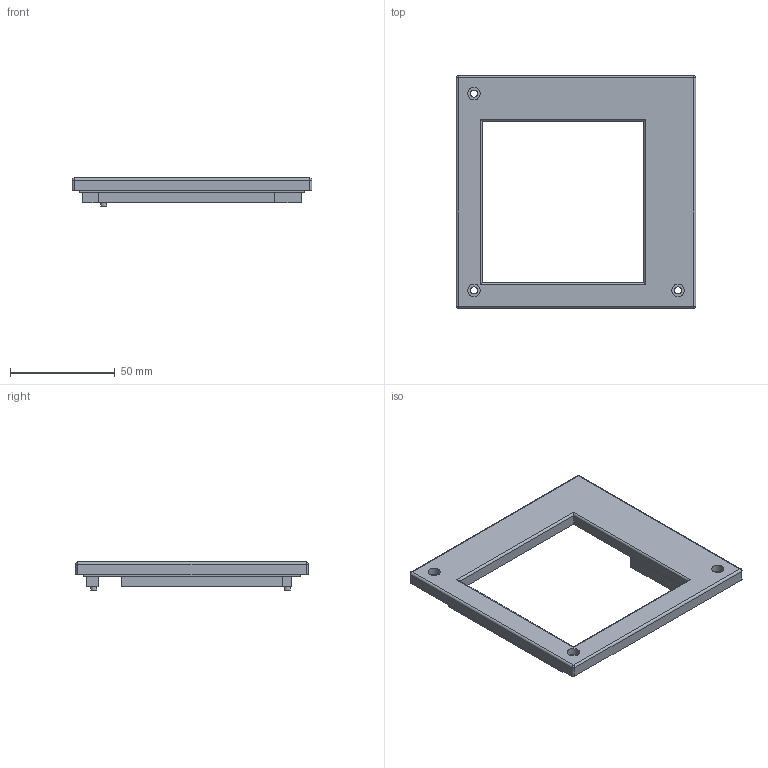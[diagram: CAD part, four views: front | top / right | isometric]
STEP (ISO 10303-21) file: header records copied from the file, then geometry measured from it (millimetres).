
FILE_DESCRIPTION(('FreeCAD Model'),'2;1');
FILE_NAME('Open CASCADE Shape Model','2025-02-13T21:24:23',(''),(''), 'Open CASCADE STEP processor 7.8','FreeCAD','Unknown');
FILE_SCHEMA(('AUTOMOTIVE_DESIGN { 1 0 10303 214 1 1 1 1 }'));
Length unit declared in the file: millimetre
Products named in the file (1): Body001
Bounding box: 114.5 x 111 x 13.4 mm (x, y, z)
Volume: 50876.9 mm3; surface area: 21344.9 mm2
Topology: 1 solids, 1 shells, 72 faces, 165 edges, 97 vertices
Faces by surface type: plane 48, cylinder 20, sphere 4
Full cylindrical faces by diameter (mm): 2.9 x2, 3.4 x3, 6 x3
Entity records: 1993 total; most frequent: DIRECTION 343, CARTESIAN_POINT 331, ORIENTED_EDGE 324, EDGE_CURVE 161, LINE 125, VECTOR 125, AXIS2_PLACEMENT_3D 109, VERTEX_POINT 97
